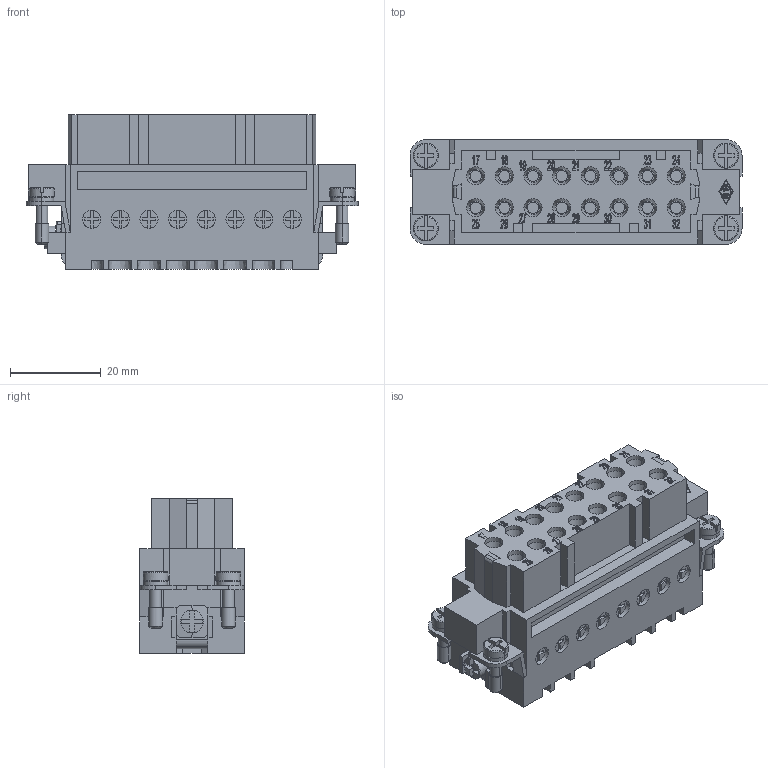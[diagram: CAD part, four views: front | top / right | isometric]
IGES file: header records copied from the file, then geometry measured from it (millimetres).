
Global section: file name: No Iges File Name specified; native system: AutoDesk Inventor R6.1; preprocessor: AutoDesk Inventor Iges Exporter R6.1; author: No Author specified; organization: No Organization specified; date: 20061109.095435; units: millimetre
Bounding box: 73 x 23 x 34.01 mm (x, y, z)
Volume: 32965.5 mm3; surface area: 26344.4 mm2
Topology: 17 solids, 17 shells, 2075 faces, 5342 edges, 3507 vertices
Faces by surface type: bspline 1050, plane 793, revolution 128, cylinder 88, torus 8, sphere 4, cone 4
